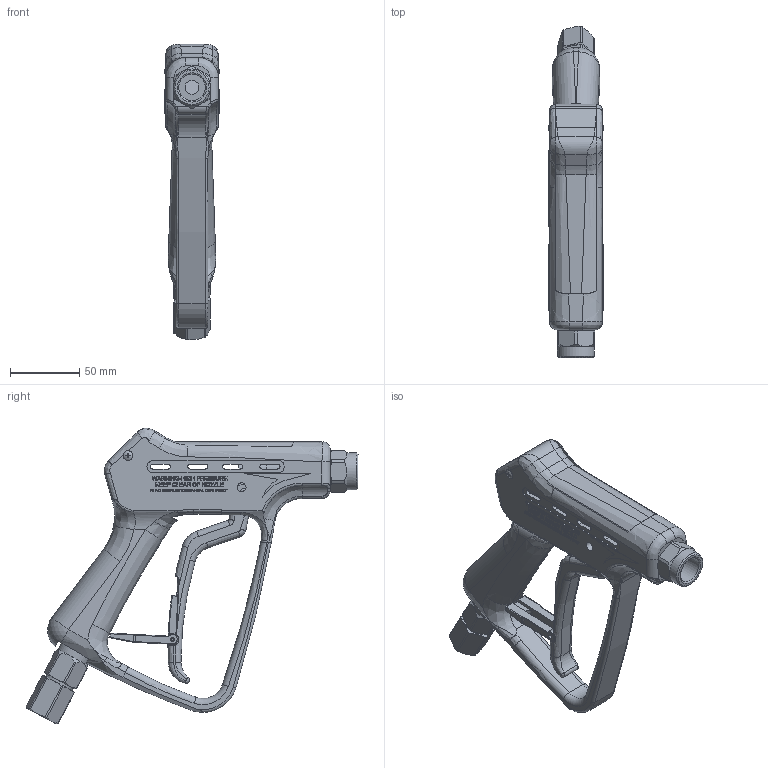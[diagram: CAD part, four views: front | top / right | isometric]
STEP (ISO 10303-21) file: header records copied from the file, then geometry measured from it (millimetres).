
FILE_DESCRIPTION(/* description */ ('Unknown'),/* implementation_level */ '2;1');
FILE_NAME(/* name */ '203500550_Pistole_ST-3500_Swivel',/* time_stamp */ '2019-02-04T12:39:20+01:00',/* author */ ('Unknown'),/* organization */ ('Unknown'),/* preprocessor_version */ 'ST-DEVELOPER v16.7',/* originating_system */ 'DEX',/* authorisation */ $);
FILE_SCHEMA (('AUTOMOTIVE_DESIGN {1 0 10303 214 3 1 1}'));
Products named in the file (19): 203500550_Pistole_ST-3500_Swivel_1_2IG_A__G1_2IG_00120708; 20 0340 060_Swivel-ST-340_G1-2IG_M18x1,5IG; 04-1895_1_Drehstück-ST-340; 04-1856_Anschlussstück-ST-340_M18x1,5IG; 20 0340 100_1_Repairkit_Swivel_ST-340; 04-0522_1_Verbindungsstück-ST-340; 05-0550_O-Ring_14x2,5; 05-0933_Gleitring_14,7x18x4-geschlitzt; 04-5510_Ausgang komplett_G1_2IG; 202000036_TM_Hebel_ST-3600_grau___orange_00120696; 01-1250_2_stift_3h9x14,7; 04-0330_Niro-kugel_8mm_G10_1.4034; 020001163_Hebel_ST-3600_grau_00120693; 020001174_Raster_Orange_00120695; 04-0060_Knebelkerbstift; 020001108_Gehäuse_ST-3600_grau_00120690; 020001154_Deckel_ST2000_orange_00120692; 04-0051_Blechschraube_DIN_7981-3,5x16_V2A_Form C; 020001119_Schild_ST-3500_orange_00120704
Assembly tree (20 placements, depth 4):
  203500550_Pistole_ST-3500_Swivel_1_2IG_A__G1_2IG_00120708
    20 0340 060_Swivel-ST-340_G1-2IG_M18x1,5IG
      04-1895_1_Drehstück-ST-340
      04-1856_Anschlussstück-ST-340_M18x1,5IG
      20 0340 100_1_Repairkit_Swivel_ST-340
        04-0522_1_Verbindungsstück-ST-340
        05-0550_O-Ring_14x2,5
        05-0933_Gleitring_14,7x18x4-geschlitzt  x2
    04-5510_Ausgang komplett_G1_2IG
    202000036_TM_Hebel_ST-3600_grau___orange_00120696
      01-1250_2_stift_3h9x14,7
      04-0330_Niro-kugel_8mm_G10_1.4034
      020001163_Hebel_ST-3600_grau_00120693
      020001174_Raster_Orange_00120695
    04-0060_Knebelkerbstift
    020001108_Gehäuse_ST-3600_grau_00120690
    020001154_Deckel_ST2000_orange_00120692
    04-0051_Blechschraube_DIN_7981-3,5x16_V2A_Form C  x2
    020001119_Schild_ST-3500_orange_00120704
Bounding box: 39.95 x 239.47 x 213.06 mm (x, y, z)
Volume: 308466.6 mm3; surface area: 130719.4 mm2
Topology: 17 solids, 17 shells, 2303 faces, 5964 edges, 3891 vertices
Faces by surface type: plane 1306, bspline 651, cylinder 242, cone 56, torus 34, sphere 14
Full cylindrical faces by diameter (mm): 0.44 x2, 2 x6, 3 x6, 3.5 x4, 5 x3, 6.5 x2, 6.9 x2, 7 x2, 8 x1, 10 x3, 12.5 x1, 13 x1, 14 x1, 14.5 x1, 14.55 x1, 14.7 x2, 15 x2, 15.2 x1, 16.376 x2, 16.66 x1, 18 x1, 18.5 x1, 18.7 x2, 18.8 x1, 19 x2, 19.14 x1, 21.8 x1, 22.1 x1, 24 x1, 24.9 x1
Entity records: 84490 total; most frequent: CARTESIAN_POINT 33114, ORIENTED_EDGE 11462, DIRECTION 8101, EDGE_CURVE 5731, VERTEX_POINT 3812, LINE 3637, VECTOR 3637, FACE_BOUND 2667
